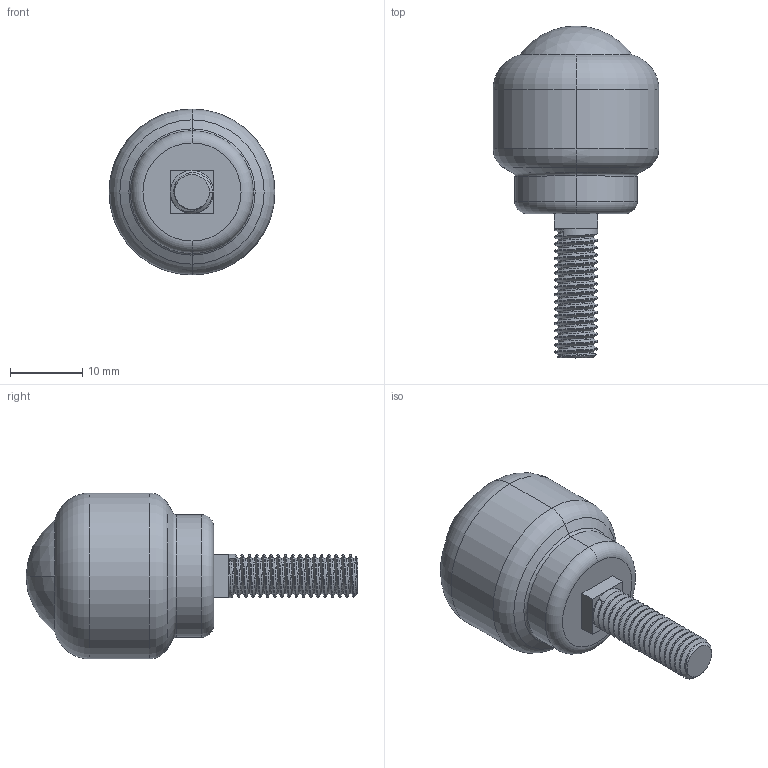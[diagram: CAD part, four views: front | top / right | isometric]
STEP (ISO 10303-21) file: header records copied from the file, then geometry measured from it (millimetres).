
FILE_DESCRIPTION (( 'STEP AP203' ), '1' );
FILE_NAME ('WDS568-219.step', '2022-05-04T10:40:57', ( '' ), ( '' ), 'SwSTEP 2.0', 'SolidWorks 2020', '' );
FILE_SCHEMA (( 'CONFIG_CONTROL_DESIGN' ));
Length unit declared in the file: millimetre
Products named in the file (6): WDS568-219-P3_19.05; WDS568-219-P2_2; WDS568-219-P2_19.05; WDS568-219; WDS568-219-P1_19.05; WDS568-219-P4_M6-20
Assembly tree (9 placements, depth 2):
  WDS568-219
    WDS568-219-P1_19.05
    WDS568-219-P2_19.05
    WDS568-219-P2_2  x5
    WDS568-219-P3_19.05
    WDS568-219-P4_M6-20
Bounding box: 23 x 46 x 23 mm (x, y, z)
Volume: 6872.9 mm3; surface area: 6466.5 mm2
Topology: 9 solids, 9 shells, 116 faces, 293 edges, 185 vertices
Faces by surface type: cylinder 49, torus 20, sphere 20, plane 18, cone 6, bspline 3
Entity records: 6495 total; most frequent: CARTESIAN_POINT 3428, ORIENTED_EDGE 510, DIRECTION 499, EDGE_CURVE 255, AXIS2_PLACEMENT_3D 208, VERTEX_POINT 159, EDGE_LOOP 112, FACE_OUTER_BOUND 108
